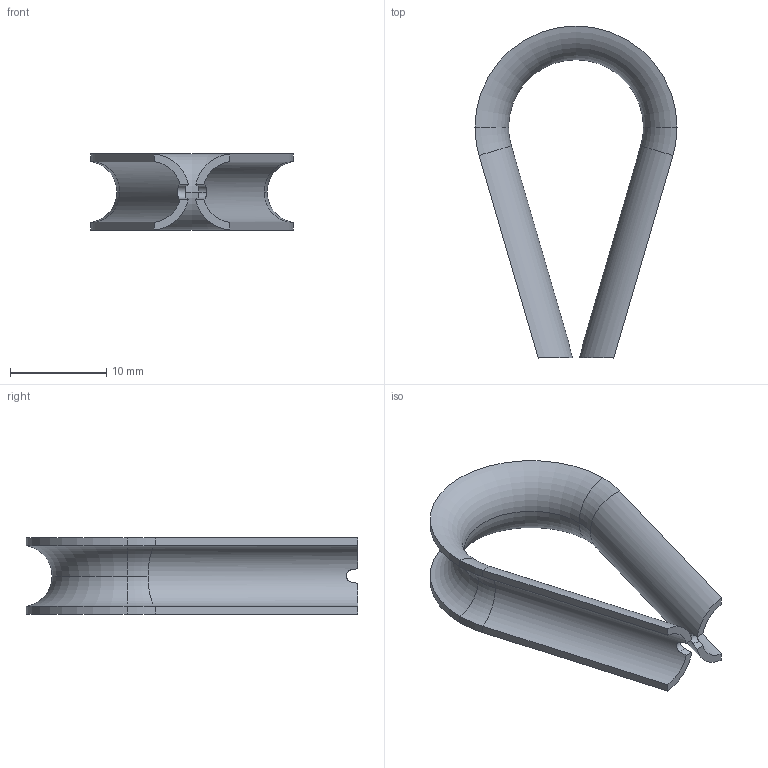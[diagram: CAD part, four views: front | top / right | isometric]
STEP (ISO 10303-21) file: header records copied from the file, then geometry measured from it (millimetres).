
FILE_DESCRIPTION (( 'STEP AP203' ), '1' );
FILE_NAME ('A14_7603-005-B.STEP', '2021-02-05T08:10:50', ( '' ), ( '' ), 'SwSTEP 2.0', 'SolidWorks 2019', '' );
FILE_SCHEMA (( 'CONFIG_CONTROL_DESIGN' ));
Length unit declared in the file: millimetre
Products named in the file (1): A14_7603-005-B
Bounding box: 21.01 x 34.5 x 7.94 mm (x, y, z)
Volume: 628.6 mm3; surface area: 1724.2 mm2
Topology: 1 solids, 1 shells, 37 faces, 85 edges, 50 vertices
Faces by surface type: cylinder 13, torus 12, plane 12
Entity records: 1136 total; most frequent: CARTESIAN_POINT 259, DIRECTION 173, ORIENTED_EDGE 170, EDGE_CURVE 85, AXIS2_PLACEMENT_3D 72, VERTEX_POINT 50, FACE_OUTER_BOUND 37, ADVANCED_FACE 37
